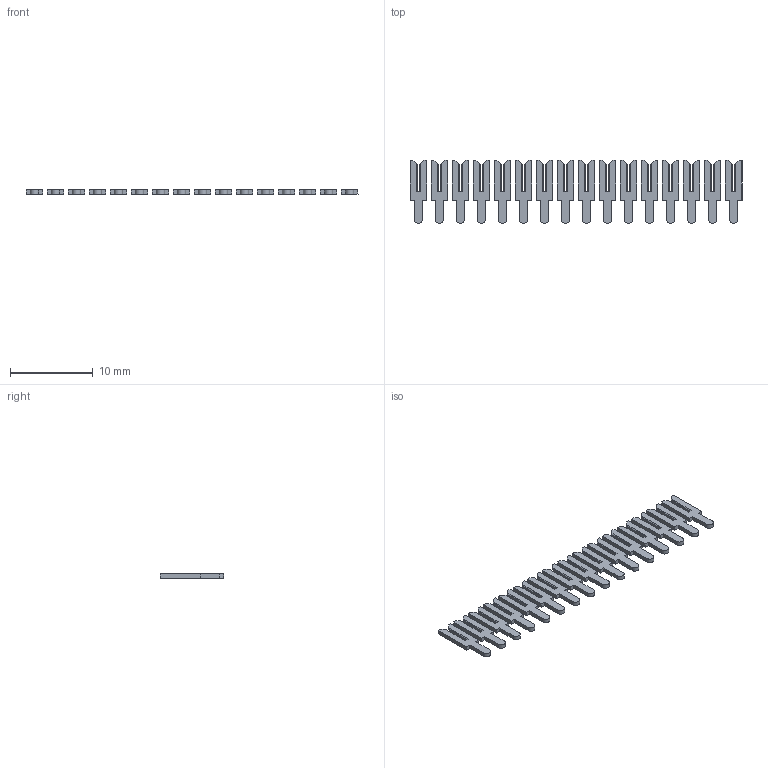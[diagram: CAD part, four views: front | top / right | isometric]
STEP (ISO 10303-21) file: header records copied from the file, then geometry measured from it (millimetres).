
FILE_DESCRIPTION (( 'STEP AP203' ), '1' );
FILE_NAME ('103-016-253-100.STEP', '2020-04-16T15:41:48', ( '' ), ( '' ), 'SwSTEP 2.0', 'SolidWorks 2016', '' );
FILE_SCHEMA (( 'CONFIG_CONTROL_DESIGN' ));
Length unit declared in the file: inch
Products named in the file (2): 100-290-001_100-290-253; 103-016-253-100
Assembly tree (16 placements, depth 2):
  103-016-253-100
    100-290-001_100-290-253  x16
Bounding box: 40.13 x 7.62 x 0.51 mm (x, y, z)
Volume: 88.3 mm3; surface area: 550.5 mm2
Topology: 16 solids, 16 shells, 320 faces, 864 edges, 576 vertices
Faces by surface type: plane 304, cylinder 16
Entity records: 1300 total; most frequent: DIRECTION 134, CARTESIAN_POINT 129, ORIENTED_EDGE 108, EDGE_CURVE 54, VECTOR 52, LINE 52, DATE_AND_TIME 42, COORDINATED_UNIVERSAL_TIME_OFFSET 42
